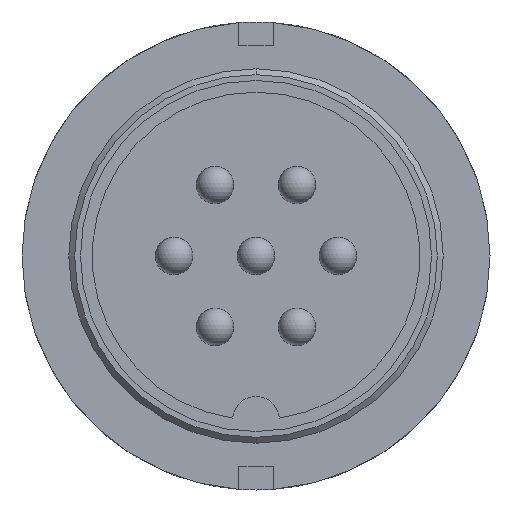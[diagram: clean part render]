
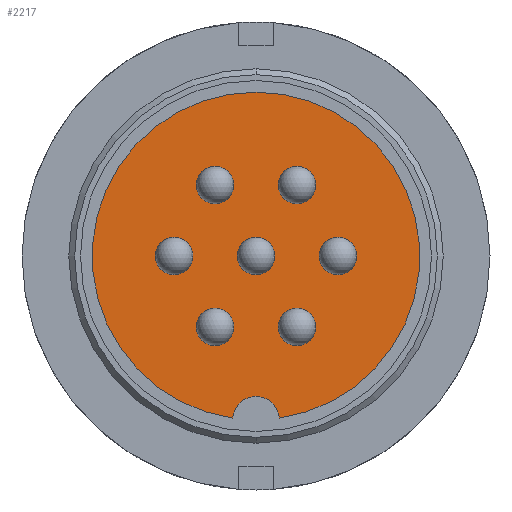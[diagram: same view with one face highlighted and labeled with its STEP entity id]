
A CAD part, front view. The second image highlights one B-rep face of the part: STEP entity #2217.
In plain terms, the highlighted planar face has unit normal (0, -1, 0).
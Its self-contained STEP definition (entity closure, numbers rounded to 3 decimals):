
#1333=CARTESIAN_POINT('',(-0.95,-8.5,3.03));
#1334=VERTEX_POINT('',#1333);
#1343=CARTESIAN_POINT('',(-2.55,-8.5,3.03));
#1344=VERTEX_POINT('',#1343);
#1345=CARTESIAN_POINT('',(-1.75,-8.5,3.03));
#1346=DIRECTION('',(0.0,1.0,0.0));
#1347=DIRECTION('',(1.0,0.0,0.0));
#1348=AXIS2_PLACEMENT_3D('',#1345,#1346,#1347);
#1349=CIRCLE('',#1348,0.8);
#1350=EDGE_CURVE('',#1344,#1334,#1349,.T.);
#1375=CARTESIAN_POINT('',(-0.95,-8.5,-3.03));
#1376=VERTEX_POINT('',#1375);
#1385=CARTESIAN_POINT('',(-2.55,-8.5,-3.03));
#1386=VERTEX_POINT('',#1385);
#1387=CARTESIAN_POINT('',(-1.75,-8.5,-3.03));
#1388=DIRECTION('',(0.0,1.0,0.0));
#1389=DIRECTION('',(1.0,0.0,0.0));
#1390=AXIS2_PLACEMENT_3D('',#1387,#1388,#1389);
#1391=CIRCLE('',#1390,0.8);
#1392=EDGE_CURVE('',#1386,#1376,#1391,.T.);
#1417=CARTESIAN_POINT('',(-2.7,-8.5,0.));
#1418=VERTEX_POINT('',#1417);
#1427=CARTESIAN_POINT('',(-4.3,-8.5,0.));
#1428=VERTEX_POINT('',#1427);
#1429=CARTESIAN_POINT('',(-3.5,-8.5,0.));
#1430=DIRECTION('',(0.0,1.0,0.0));
#1431=DIRECTION('',(1.0,0.0,0.0));
#1432=AXIS2_PLACEMENT_3D('',#1429,#1430,#1431);
#1433=CIRCLE('',#1432,0.8);
#1434=EDGE_CURVE('',#1428,#1418,#1433,.T.);
#1459=CARTESIAN_POINT('',(0.8,-8.5,0.));
#1460=VERTEX_POINT('',#1459);
#1469=CARTESIAN_POINT('',(-0.8,-8.5,0.));
#1470=VERTEX_POINT('',#1469);
#1471=CARTESIAN_POINT('',(0.0,-8.5,0.0));
#1472=DIRECTION('',(0.0,1.0,0.0));
#1473=DIRECTION('',(1.0,0.0,0.0));
#1474=AXIS2_PLACEMENT_3D('',#1471,#1472,#1473);
#1475=CIRCLE('',#1474,0.8);
#1476=EDGE_CURVE('',#1470,#1460,#1475,.T.);
#1501=CARTESIAN_POINT('',(4.3,-8.5,0.));
#1502=VERTEX_POINT('',#1501);
#1511=CARTESIAN_POINT('',(2.7,-8.5,0.));
#1512=VERTEX_POINT('',#1511);
#1513=CARTESIAN_POINT('',(3.5,-8.5,0.));
#1514=DIRECTION('',(0.0,1.0,0.0));
#1515=DIRECTION('',(1.0,0.0,0.0));
#1516=AXIS2_PLACEMENT_3D('',#1513,#1514,#1515);
#1517=CIRCLE('',#1516,0.8);
#1518=EDGE_CURVE('',#1512,#1502,#1517,.T.);
#1543=CARTESIAN_POINT('',(2.55,-8.5,-3.03));
#1544=VERTEX_POINT('',#1543);
#1553=CARTESIAN_POINT('',(0.95,-8.5,-3.03));
#1554=VERTEX_POINT('',#1553);
#1555=CARTESIAN_POINT('',(1.75,-8.5,-3.03));
#1556=DIRECTION('',(0.0,1.0,0.0));
#1557=DIRECTION('',(1.0,0.0,0.0));
#1558=AXIS2_PLACEMENT_3D('',#1555,#1556,#1557);
#1559=CIRCLE('',#1558,0.8);
#1560=EDGE_CURVE('',#1554,#1544,#1559,.T.);
#1585=CARTESIAN_POINT('',(2.55,-8.5,3.03));
#1586=VERTEX_POINT('',#1585);
#1595=CARTESIAN_POINT('',(0.95,-8.5,3.03));
#1596=VERTEX_POINT('',#1595);
#1597=CARTESIAN_POINT('',(1.75,-8.5,3.03));
#1598=DIRECTION('',(0.0,1.0,0.0));
#1599=DIRECTION('',(1.0,0.0,0.0));
#1600=AXIS2_PLACEMENT_3D('',#1597,#1598,#1599);
#1601=CIRCLE('',#1600,0.8);
#1602=EDGE_CURVE('',#1596,#1586,#1601,.T.);
#1629=CARTESIAN_POINT('',(0.,-8.5,7.));
#1630=VERTEX_POINT('',#1629);
#1646=CARTESIAN_POINT('',(-0.997,-8.5,-6.929));
#1647=VERTEX_POINT('',#1646);
#1654=CARTESIAN_POINT('',(0.0,-8.5,0.));
#1655=DIRECTION('',(0.0,1.0,0.0));
#1656=DIRECTION('',(0.0,0.0,1.0));
#1657=AXIS2_PLACEMENT_3D('',#1654,#1655,#1656);
#1658=CIRCLE('',#1657,7.);
#1659=EDGE_CURVE('',#1647,#1630,#1658,.T.);
#2112=CARTESIAN_POINT('',(0.997,-8.5,-6.929));
#2113=VERTEX_POINT('',#2112);
#2120=CARTESIAN_POINT('',(0.0,-8.5,-7.));
#2121=DIRECTION('',(0.0,1.0,0.0));
#2122=DIRECTION('',(-0.997,0.0,0.071));
#2123=AXIS2_PLACEMENT_3D('',#2120,#2121,#2122);
#2124=CIRCLE('',#2123,1.0);
#2125=EDGE_CURVE('',#1647,#2113,#2124,.T.);
#2131=CARTESIAN_POINT('',(0.0,-8.5,3.5));
#2132=DIRECTION('',(0.0,-1.0,0.0));
#2133=DIRECTION('',(0.0,0.0,-1.0));
#2134=AXIS2_PLACEMENT_3D('',#2131,#2132,#2133);
#2135=PLANE('',#2134);
#2136=ORIENTED_EDGE('',*,*,#2125,.T.);
#2137=CARTESIAN_POINT('',(0.0,-8.5,0.));
#2138=DIRECTION('',(0.0,1.0,0.0));
#2139=DIRECTION('',(0.0,0.0,1.0));
#2140=AXIS2_PLACEMENT_3D('',#2137,#2138,#2139);
#2141=CIRCLE('',#2140,7.);
#2142=EDGE_CURVE('',#1630,#2113,#2141,.T.);
#2143=ORIENTED_EDGE('',*,*,#2142,.F.);
#2144=ORIENTED_EDGE('',*,*,#1659,.F.);
#2145=EDGE_LOOP('',(#2136,#2143,#2144));
#2146=FACE_OUTER_BOUND('',#2145,.T.);
#2147=ORIENTED_EDGE('',*,*,#1602,.T.);
#2148=CARTESIAN_POINT('',(1.75,-8.5,3.03));
#2149=DIRECTION('',(0.0,1.0,0.0));
#2150=DIRECTION('',(1.0,0.0,0.0));
#2151=AXIS2_PLACEMENT_3D('',#2148,#2149,#2150);
#2152=CIRCLE('',#2151,0.8);
#2153=EDGE_CURVE('',#1586,#1596,#2152,.T.);
#2154=ORIENTED_EDGE('',*,*,#2153,.T.);
#2155=EDGE_LOOP('',(#2147,#2154));
#2156=FACE_BOUND('',#2155,.T.);
#2157=ORIENTED_EDGE('',*,*,#1560,.T.);
#2158=CARTESIAN_POINT('',(1.75,-8.5,-3.03));
#2159=DIRECTION('',(0.0,1.0,0.0));
#2160=DIRECTION('',(1.0,0.0,0.0));
#2161=AXIS2_PLACEMENT_3D('',#2158,#2159,#2160);
#2162=CIRCLE('',#2161,0.8);
#2163=EDGE_CURVE('',#1544,#1554,#2162,.T.);
#2164=ORIENTED_EDGE('',*,*,#2163,.T.);
#2165=EDGE_LOOP('',(#2157,#2164));
#2166=FACE_BOUND('',#2165,.T.);
#2167=ORIENTED_EDGE('',*,*,#1518,.T.);
#2168=CARTESIAN_POINT('',(3.5,-8.5,0.));
#2169=DIRECTION('',(0.0,1.0,0.0));
#2170=DIRECTION('',(1.0,0.0,0.0));
#2171=AXIS2_PLACEMENT_3D('',#2168,#2169,#2170);
#2172=CIRCLE('',#2171,0.8);
#2173=EDGE_CURVE('',#1502,#1512,#2172,.T.);
#2174=ORIENTED_EDGE('',*,*,#2173,.T.);
#2175=EDGE_LOOP('',(#2167,#2174));
#2176=FACE_BOUND('',#2175,.T.);
#2177=ORIENTED_EDGE('',*,*,#1476,.T.);
#2178=CARTESIAN_POINT('',(0.0,-8.5,0.0));
#2179=DIRECTION('',(0.0,1.0,0.0));
#2180=DIRECTION('',(1.0,0.0,0.0));
#2181=AXIS2_PLACEMENT_3D('',#2178,#2179,#2180);
#2182=CIRCLE('',#2181,0.8);
#2183=EDGE_CURVE('',#1460,#1470,#2182,.T.);
#2184=ORIENTED_EDGE('',*,*,#2183,.T.);
#2185=EDGE_LOOP('',(#2177,#2184));
#2186=FACE_BOUND('',#2185,.T.);
#2187=ORIENTED_EDGE('',*,*,#1434,.T.);
#2188=CARTESIAN_POINT('',(-3.5,-8.5,0.));
#2189=DIRECTION('',(0.0,1.0,0.0));
#2190=DIRECTION('',(1.0,0.0,0.0));
#2191=AXIS2_PLACEMENT_3D('',#2188,#2189,#2190);
#2192=CIRCLE('',#2191,0.8);
#2193=EDGE_CURVE('',#1418,#1428,#2192,.T.);
#2194=ORIENTED_EDGE('',*,*,#2193,.T.);
#2195=EDGE_LOOP('',(#2187,#2194));
#2196=FACE_BOUND('',#2195,.T.);
#2197=ORIENTED_EDGE('',*,*,#1392,.T.);
#2198=CARTESIAN_POINT('',(-1.75,-8.5,-3.03));
#2199=DIRECTION('',(0.0,1.0,0.0));
#2200=DIRECTION('',(1.0,0.0,0.0));
#2201=AXIS2_PLACEMENT_3D('',#2198,#2199,#2200);
#2202=CIRCLE('',#2201,0.8);
#2203=EDGE_CURVE('',#1376,#1386,#2202,.T.);
#2204=ORIENTED_EDGE('',*,*,#2203,.T.);
#2205=EDGE_LOOP('',(#2197,#2204));
#2206=FACE_BOUND('',#2205,.T.);
#2207=ORIENTED_EDGE('',*,*,#1350,.T.);
#2208=CARTESIAN_POINT('',(-1.75,-8.5,3.03));
#2209=DIRECTION('',(0.0,1.0,0.0));
#2210=DIRECTION('',(1.0,0.0,0.0));
#2211=AXIS2_PLACEMENT_3D('',#2208,#2209,#2210);
#2212=CIRCLE('',#2211,0.8);
#2213=EDGE_CURVE('',#1334,#1344,#2212,.T.);
#2214=ORIENTED_EDGE('',*,*,#2213,.T.);
#2215=EDGE_LOOP('',(#2207,#2214));
#2216=FACE_BOUND('',#2215,.T.);
#2217=ADVANCED_FACE('',(#2146,#2156,#2166,#2176,#2186,#2196,#2206,#2216),#2135,.T.);
